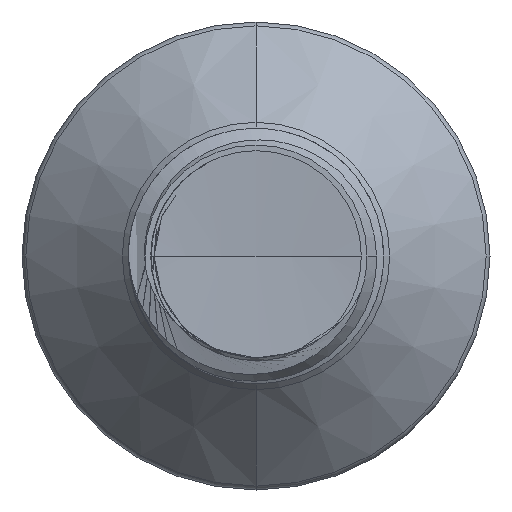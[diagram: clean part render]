
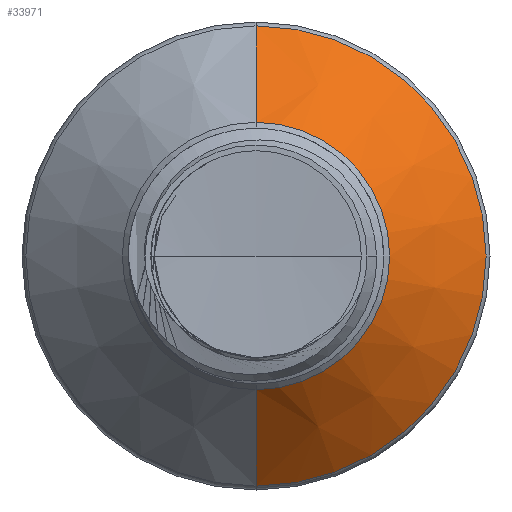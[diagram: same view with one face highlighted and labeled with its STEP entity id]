
A CAD part, front view. The second image highlights one B-rep face of the part: STEP entity #33971.
In plain terms, the highlighted conical face has half-angle 45 degrees and reference radius 1.571 mm.
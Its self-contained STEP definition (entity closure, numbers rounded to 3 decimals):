
#50 = CARTESIAN_POINT ( 'NONE',  ( 0., 17.927, -2.704 ) ) ;
#307 = EDGE_CURVE ( 'NONE', #16303, #32550, #7205, .T. ) ;
#586 = CIRCLE ( 'NONE', #22356, 1.571 ) ;
#1444 = EDGE_CURVE ( 'NONE', #8730, #32550, #2152, .T. ) ;
#1622 = ORIENTED_EDGE ( 'NONE', *, *, #30399, .T. ) ;
#2152 = CIRCLE ( 'NONE', #15012, 2.704 ) ;
#3339 = ORIENTED_EDGE ( 'NONE', *, *, #307, .T. ) ;
#4133 = LINE ( 'NONE', #30116, #24958 ) ;
#4699 = EDGE_LOOP ( 'NONE', ( #1622, #3339, #21109, #29824 ) ) ;
#5738 = CONICAL_SURFACE ( 'NONE', #13562, 1.571, 0.785 ) ;
#6932 = DIRECTION ( 'NONE',  ( 0., 1., 0. ) ) ;
#7099 = DIRECTION ( 'NONE',  ( 0., 0., 1. ) ) ;
#7138 = DIRECTION ( 'NONE',  ( 0., 1., 0. ) ) ;
#7175 = CARTESIAN_POINT ( 'NONE',  ( 0., 17.927, 0. ) ) ;
#7205 = LINE ( 'NONE', #23014, #34281 ) ;
#8730 = VERTEX_POINT ( 'NONE', #16278 ) ;
#8798 = DIRECTION ( 'NONE',  ( 0., 1., 0. ) ) ;
#9650 = DIRECTION ( 'NONE',  ( 0., 0., 1. ) ) ;
#13562 = AXIS2_PLACEMENT_3D ( 'NONE', #14993, #6932, #9650 ) ;
#14582 = CARTESIAN_POINT ( 'NONE',  ( 0., 16.793, -1.571 ) ) ;
#14993 = CARTESIAN_POINT ( 'NONE',  ( 0., 16.793, 0. ) ) ;
#15012 = AXIS2_PLACEMENT_3D ( 'NONE', #7175, #7138, #7099 ) ;
#16278 = CARTESIAN_POINT ( 'NONE',  ( 0., 17.927, 2.704 ) ) ;
#16303 = VERTEX_POINT ( 'NONE', #14582 ) ;
#16731 = CARTESIAN_POINT ( 'NONE',  ( 0., 16.793, 1.571 ) ) ;
#20986 = EDGE_CURVE ( 'NONE', #29761, #8730, #4133, .T. ) ;
#21104 = FACE_OUTER_BOUND ( 'NONE', #4699, .T. ) ;
#21109 = ORIENTED_EDGE ( 'NONE', *, *, #1444, .F. ) ;
#22356 = AXIS2_PLACEMENT_3D ( 'NONE', #24890, #8798, #27419 ) ;
#23014 = CARTESIAN_POINT ( 'NONE',  ( 0., 16.793, -1.571 ) ) ;
#24890 = CARTESIAN_POINT ( 'NONE',  ( 0., 16.793, 0. ) ) ;
#24958 = VECTOR ( 'NONE', #32581, 1000. ) ;
#26645 = DIRECTION ( 'NONE',  ( 0., 0.707, -0.707 ) ) ;
#27419 = DIRECTION ( 'NONE',  ( 0., 0., 1. ) ) ;
#29761 = VERTEX_POINT ( 'NONE', #16731 ) ;
#29824 = ORIENTED_EDGE ( 'NONE', *, *, #20986, .F. ) ;
#30116 = CARTESIAN_POINT ( 'NONE',  ( 0., 16.793, 1.571 ) ) ;
#30399 = EDGE_CURVE ( 'NONE', #29761, #16303, #586, .T. ) ;
#32550 = VERTEX_POINT ( 'NONE', #50 ) ;
#32581 = DIRECTION ( 'NONE',  ( 0., 0.707, 0.707 ) ) ;
#33971 = ADVANCED_FACE ( 'NONE', ( #21104 ), #5738, .T. ) ;
#34281 = VECTOR ( 'NONE', #26645, 1000. ) ;
